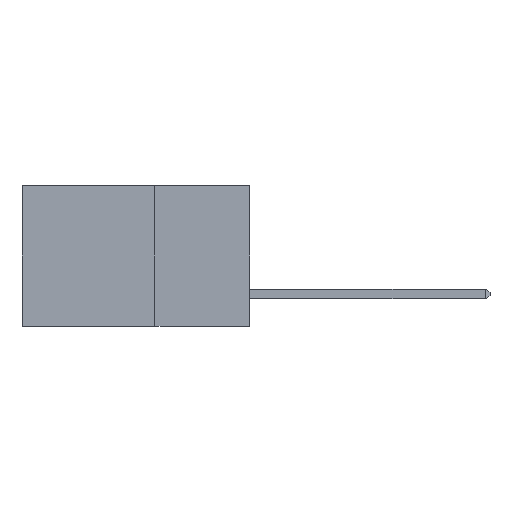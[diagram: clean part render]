
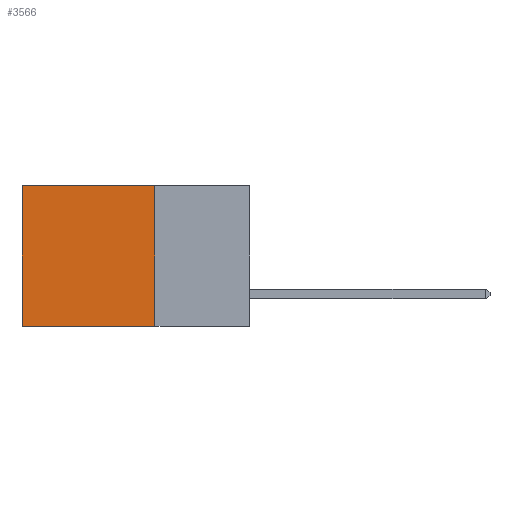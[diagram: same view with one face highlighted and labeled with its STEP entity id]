
A CAD part, left-side view. The second image highlights one B-rep face of the part: STEP entity #3566.
In plain terms, the highlighted planar face has unit normal (-1, 0, 0).
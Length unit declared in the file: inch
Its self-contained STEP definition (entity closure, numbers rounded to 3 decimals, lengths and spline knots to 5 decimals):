
#213 = VECTOR ( 'NONE', #19874, 39.37008 ) ;
#2305 = DIRECTION ( 'NONE',  ( 0., 0., -1. ) ) ;
#2346 = VERTEX_POINT ( 'NONE', #22399 ) ;
#3566 = ADVANCED_FACE ( 'NONE', ( #4893 ), #14532, .F. ) ;
#4254 = ORIENTED_EDGE ( 'NONE', *, *, #4598, .F. ) ;
#4598 = EDGE_CURVE ( 'NONE', #2346, #18266, #23118, .T. ) ;
#4893 = FACE_OUTER_BOUND ( 'NONE', #17585, .T. ) ;
#5179 = CARTESIAN_POINT ( 'NONE',  ( 0.2875, 0.25, -0.37 ) ) ;
#5670 = CARTESIAN_POINT ( 'NONE',  ( 0.2875, 0.6, 0. ) ) ;
#5716 = CARTESIAN_POINT ( 'NONE',  ( 0.2875, 0.25, 0. ) ) ;
#6830 = EDGE_CURVE ( 'NONE', #2346, #20583, #16494, .T. ) ;
#7314 = CARTESIAN_POINT ( 'NONE',  ( 0.2875, 0.6, 0. ) ) ;
#9366 = DIRECTION ( 'NONE',  ( 0., 0., -1. ) ) ;
#10043 = LINE ( 'NONE', #5179, #20129 ) ;
#10520 = CARTESIAN_POINT ( 'NONE',  ( 0.2875, 0.25, 0. ) ) ;
#11901 = VECTOR ( 'NONE', #2305, 39.37008 ) ;
#12564 = DIRECTION ( 'NONE',  ( 0., 0., -1. ) ) ;
#12595 = ORIENTED_EDGE ( 'NONE', *, *, #6830, .T. ) ;
#12965 = VECTOR ( 'NONE', #9366, 39.37008 ) ;
#13313 = EDGE_CURVE ( 'NONE', #20583, #21153, #18330, .T. ) ;
#13320 = DIRECTION ( 'NONE',  ( 0., 1., 0. ) ) ;
#14532 = PLANE ( 'NONE',  #14982 ) ;
#14586 = EDGE_CURVE ( 'NONE', #18266, #21153, #10043, .T. ) ;
#14982 = AXIS2_PLACEMENT_3D ( 'NONE', #10520, #24427, #12564 ) ;
#16494 = LINE ( 'NONE', #5716, #213 ) ;
#17575 = CARTESIAN_POINT ( 'NONE',  ( 0.2875, 0.25, -0.37 ) ) ;
#17585 = EDGE_LOOP ( 'NONE', ( #22482, #19370, #4254, #12595 ) ) ;
#18266 = VERTEX_POINT ( 'NONE', #17575 ) ;
#18330 = LINE ( 'NONE', #7314, #12965 ) ;
#19370 = ORIENTED_EDGE ( 'NONE', *, *, #14586, .F. ) ;
#19874 = DIRECTION ( 'NONE',  ( 0., 1., 0. ) ) ;
#20129 = VECTOR ( 'NONE', #13320, 39.37008 ) ;
#20583 = VERTEX_POINT ( 'NONE', #5670 ) ;
#21153 = VERTEX_POINT ( 'NONE', #25387 ) ;
#22399 = CARTESIAN_POINT ( 'NONE',  ( 0.2875, 0.25, 0. ) ) ;
#22482 = ORIENTED_EDGE ( 'NONE', *, *, #13313, .T. ) ;
#22540 = CARTESIAN_POINT ( 'NONE',  ( 0.2875, 0.25, 0. ) ) ;
#23118 = LINE ( 'NONE', #22540, #11901 ) ;
#24427 = DIRECTION ( 'NONE',  ( 1., 0., 0. ) ) ;
#25387 = CARTESIAN_POINT ( 'NONE',  ( 0.2875, 0.6, -0.37 ) ) ;
